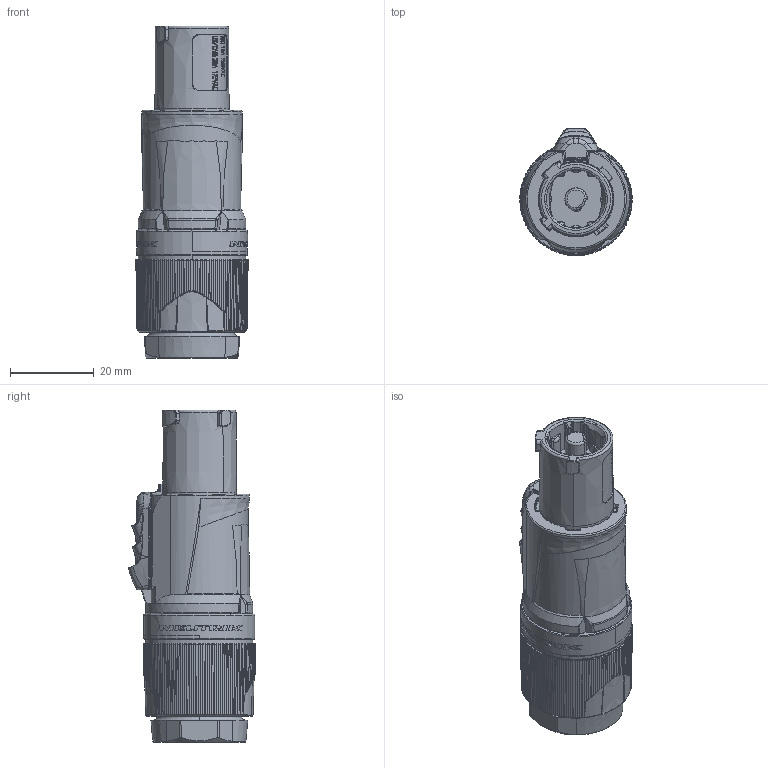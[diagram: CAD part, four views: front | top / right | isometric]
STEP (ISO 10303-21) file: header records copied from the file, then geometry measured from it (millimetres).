
FILE_DESCRIPTION((''),'2;1');
FILE_NAME('30010050','2022-11-04T11:01:50',('thomas.schmiedl'),(''),'CREO PARAMETRIC BY PTC INC, 2021184','CREO PARAMETRIC BY PTC INC, 2021184','');
FILE_SCHEMA(('CONFIG_CONTROL_DESIGN'));
Products named in the file (1): 30010050
Bounding box: 26.83 x 30.34 x 79.25 mm (x, y, z)
Volume: 32575.1 mm3; surface area: 8515.6 mm2
Topology: 1 solids, 2 shells, 2587 faces, 6662 edges, 4143 vertices
Faces by surface type: plane 881, extrusion 631, bspline 526, cone 214, cylinder 170, torus 120, sphere 45
Entity records: 106737 total; most frequent: CARTESIAN_POINT 51814, ORIENTED_EDGE 13320, DIRECTION 7986, EDGE_CURVE 6660, VERTEX_POINT 4143, B_SPLINE_CURVE_WITH_KNOTS 3908, VECTOR 2902, EDGE_LOOP 2657
